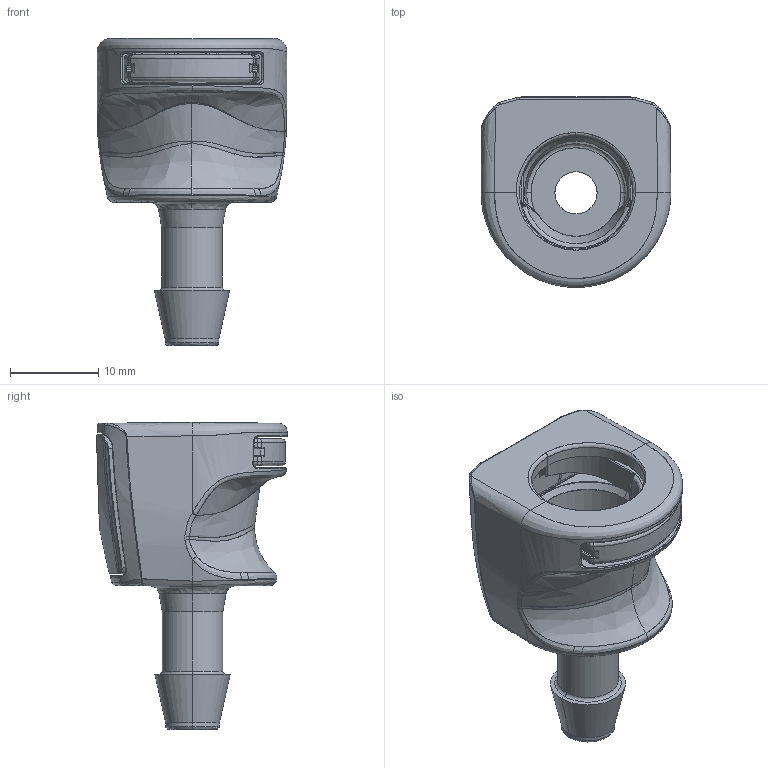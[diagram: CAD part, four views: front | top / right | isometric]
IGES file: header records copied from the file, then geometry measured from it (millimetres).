
Start section: SolidWorks IGES file using analytic representation for surfaces
Global section: file name: E-Q-160279.IGS; native system: SolidWorks 2017; preprocessor: SolidWorks 2017; author: wtsang; date: 170428.103452; units: millimetre
Bounding box: 21.49 x 21.61 x 34.77 mm (x, y, z)
Surface area: 5410.6 mm2 (no closed solid volume)
Topology: 0 solids, 0 shells, 897 faces, 6777 edges, 6740 vertices
Faces by surface type: bspline 674, revolution 223
